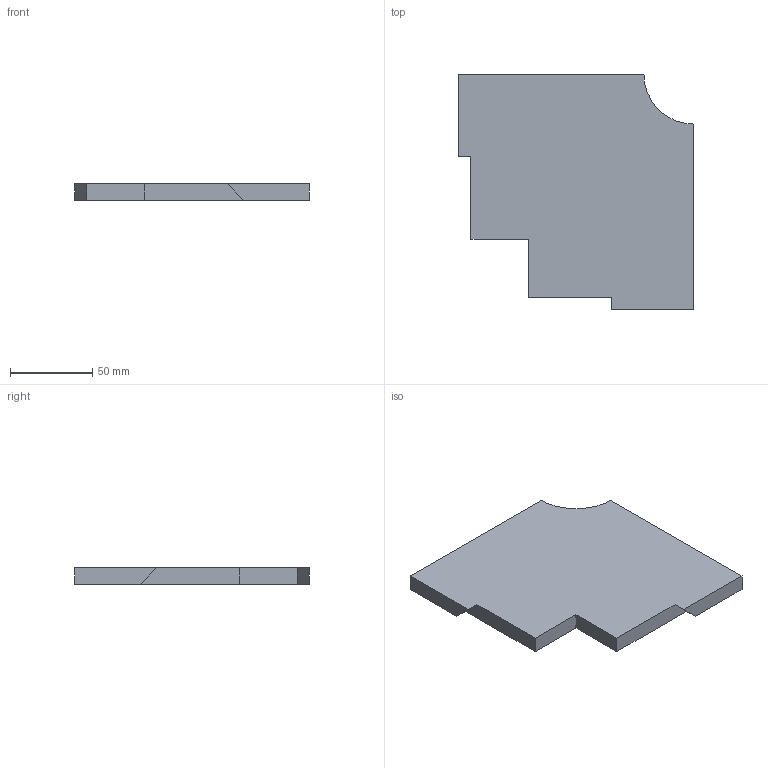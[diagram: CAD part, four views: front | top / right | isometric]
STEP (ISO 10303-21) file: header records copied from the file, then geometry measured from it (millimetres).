
FILE_DESCRIPTION(/* description */ ('STEP AP214'),/* implementation_level */ '2;1');
FILE_NAME(/* name */ '619baa039c98216352074f53',/* time_stamp */ '2021-11-22T14:32:35+00:00',/* author */ (''),/* organization */ (''),/* preprocessor_version */ 'ST-DEVELOPER v18.1',/* originating_system */ ' ',/* authorisation */ ' ');
FILE_SCHEMA (('AUTOMOTIVE_DESIGN {1 0 10303 214 3 1 1}'));
Length unit declared in the file: metre
Products named in the file (1): Couvercle
Bounding box: 142.5 x 142.5 x 10 mm (x, y, z)
Volume: 169269.1 mm3; surface area: 39899.5 mm2
Topology: 1 solids, 1 shells, 19 faces, 42 edges, 28 vertices
Faces by surface type: plane 15, cylinder 4
Full cylindrical faces by diameter (mm): 5 x3
Entity records: 539 total; most frequent: DIRECTION 87, CARTESIAN_POINT 87, ORIENTED_EDGE 78, EDGE_CURVE 39, LINE 31, VECTOR 31, VERTEX_POINT 28, AXIS2_PLACEMENT_3D 28
